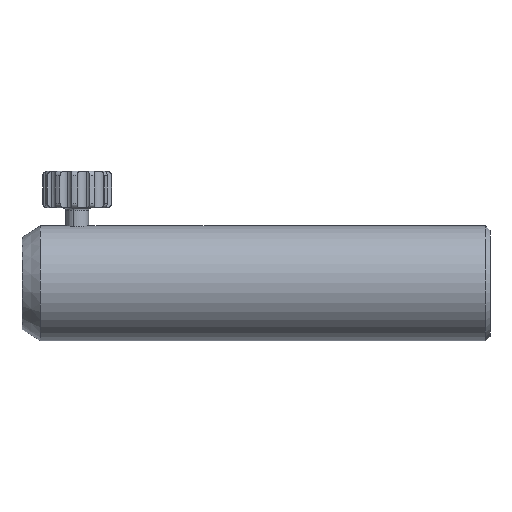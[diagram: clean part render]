
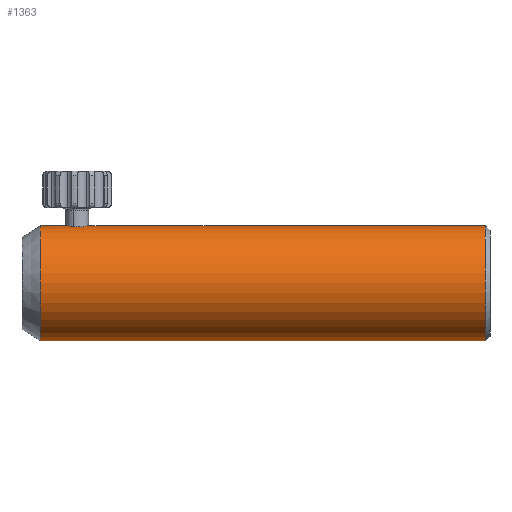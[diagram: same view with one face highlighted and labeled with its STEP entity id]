
A CAD part, left-side view. The second image highlights one B-rep face of the part: STEP entity #1363.
In plain terms, the highlighted cylindrical face has radius 12.5 mm (diameter 25 mm), a partial arc.
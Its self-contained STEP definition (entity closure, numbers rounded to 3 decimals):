
#5 = CARTESIAN_POINT ( 'NONE',  ( -2.169, 81.126, 12.311 ) ) ;
#39 = CARTESIAN_POINT ( 'NONE',  ( 0., 73.122, 12.5 ) ) ;
#58 = DIRECTION ( 'NONE',  ( 0., -1., 0. ) ) ;
#70 = CARTESIAN_POINT ( 'NONE',  ( 0., 87.872, 0. ) ) ;
#88 = VERTEX_POINT ( 'NONE', #2005 ) ;
#92 = DIRECTION ( 'NONE',  ( 0., -1., 0. ) ) ;
#94 = ORIENTED_EDGE ( 'NONE', *, *, #1043, .F. ) ;
#174 = CARTESIAN_POINT ( 'NONE',  ( -0.164, 77.372, 12.5 ) ) ;
#196 = DIRECTION ( 'NONE',  ( 0., -1., 0. ) ) ;
#272 = CARTESIAN_POINT ( 'NONE',  ( -0.63, 70.78, 12.485 ) ) ;
#416 = VECTOR ( 'NONE', #1178, 1000. ) ;
#437 = CARTESIAN_POINT ( 'NONE',  ( 0., 77.372, 12.5 ) ) ;
#486 = B_SPLINE_CURVE_WITH_KNOTS ( 'NONE', 3,
 ( #1069, #2755, #1919, #272, #2189, #2202, #1108, #1379, #3322, #2999, #1658, #2804, #1153, #761, #1041, #2842, #1820, #1506, #1072, #1265 ),
 .UNSPECIFIED., .F., .F.,
 ( 4, 2, 2, 2, 2, 2, 2, 2, 2, 4 ),
 ( 0.002, 0.002, 0.003, 0.003, 0.004, 0.004, 0.004, 0.005, 0.005, 0.006 ),
 .UNSPECIFIED. ) ;
#519 = CARTESIAN_POINT ( 'NONE',  ( -1.111, 82.118, 12.452 ) ) ;
#529 = CARTESIAN_POINT ( 'NONE',  ( -1.652, 77.989, 12.391 ) ) ;
#541 = CARTESIAN_POINT ( 'NONE',  ( -2.42, 79.222, 12.264 ) ) ;
#546 = VECTOR ( 'NONE', #1666, 1000. ) ;
#586 = LINE ( 'NONE', #2055, #416 ) ;
#688 = ORIENTED_EDGE ( 'NONE', *, *, #3535, .T. ) ;
#704 = EDGE_CURVE ( 'NONE', #2245, #758, #1922, .T. ) ;
#707 = CARTESIAN_POINT ( 'NONE',  ( -0.33, 77.388, 12.497 ) ) ;
#723 = CARTESIAN_POINT ( 'NONE',  ( 0., 87.872, -12.5 ) ) ;
#744 = EDGE_CURVE ( 'NONE', #1461, #3320, #486, .T. ) ;
#756 = CIRCLE ( 'NONE', #2322, 12.5 ) ;
#758 = VERTEX_POINT ( 'NONE', #3207 ) ;
#761 = CARTESIAN_POINT ( 'NONE',  ( -1.092, 72.501, 12.452 ) ) ;
#784 = VECTOR ( 'NONE', #58, 1000. ) ;
#791 = CARTESIAN_POINT ( 'NONE',  ( -2.169, 78.617, 12.311 ) ) ;
#792 = CARTESIAN_POINT ( 'NONE',  ( 0., -19.865, 12.5 ) ) ;
#808 = VERTEX_POINT ( 'NONE', #723 ) ;
#866 = FACE_OUTER_BOUND ( 'NONE', #1636, .T. ) ;
#1034 = CARTESIAN_POINT ( 'NONE',  ( 0., 70.622, 12.5 ) ) ;
#1041 = CARTESIAN_POINT ( 'NONE',  ( -0.999, 72.64, 12.461 ) ) ;
#1043 = EDGE_CURVE ( 'NONE', #2245, #3320, #1653, .T. ) ;
#1069 = CARTESIAN_POINT ( 'NONE',  ( 0., 70.622, 12.5 ) ) ;
#1072 = CARTESIAN_POINT ( 'NONE',  ( -0.165, 73.122, 12.5 ) ) ;
#1075 = ORIENTED_EDGE ( 'NONE', *, *, #3157, .F. ) ;
#1081 = CARTESIAN_POINT ( 'NONE',  ( -2.434, 80.529, 12.261 ) ) ;
#1094 = CARTESIAN_POINT ( 'NONE',  ( -1.653, 81.754, 12.391 ) ) ;
#1096 = EDGE_CURVE ( 'NONE', #808, #2325, #1530, .T. ) ;
#1108 = CARTESIAN_POINT ( 'NONE',  ( -1.092, 71.242, 12.452 ) ) ;
#1116 = EDGE_CURVE ( 'NONE', #2120, #2325, #3039, .T. ) ;
#1153 = CARTESIAN_POINT ( 'NONE',  ( -1.217, 72.2, 12.441 ) ) ;
#1172 = AXIS2_PLACEMENT_3D ( 'NONE', #2369, #196, #2105 ) ;
#1178 = DIRECTION ( 'NONE',  ( 0., -1., 0. ) ) ;
#1250 = ORIENTED_EDGE ( 'NONE', *, *, #1116, .F. ) ;
#1265 = CARTESIAN_POINT ( 'NONE',  ( 0., 73.122, 12.5 ) ) ;
#1355 = CARTESIAN_POINT ( 'NONE',  ( -1.988, 78.347, 12.341 ) ) ;
#1363 = ADVANCED_FACE ( 'NONE', ( #866 ), #1437, .T. ) ;
#1367 = CARTESIAN_POINT ( 'NONE',  ( -1.11, 77.626, 12.452 ) ) ;
#1379 = CARTESIAN_POINT ( 'NONE',  ( -1.186, 71.469, 12.444 ) ) ;
#1381 = ORIENTED_EDGE ( 'NONE', *, *, #1096, .T. ) ;
#1437 = CYLINDRICAL_SURFACE ( 'NONE', #1172, 12.5 ) ;
#1444 = CARTESIAN_POINT ( 'NONE',  ( 0., -8.728, 0. ) ) ;
#1455 = CARTESIAN_POINT ( 'NONE',  ( 0., 77.372, 12.5 ) ) ;
#1456 = DIRECTION ( 'NONE',  ( 0., 0., -1. ) ) ;
#1460 = DIRECTION ( 'NONE',  ( 0., 0., -1. ) ) ;
#1461 = VERTEX_POINT ( 'NONE', #1034 ) ;
#1506 = CARTESIAN_POINT ( 'NONE',  ( -0.327, 73.089, 12.497 ) ) ;
#1514 = CARTESIAN_POINT ( 'NONE',  ( 0., -8.728, 12.5 ) ) ;
#1530 = LINE ( 'NONE', #2506, #784 ) ;
#1553 = CARTESIAN_POINT ( 'NONE',  ( -0.651, 77.452, 12.484 ) ) ;
#1615 = CARTESIAN_POINT ( 'NONE',  ( -2.5, 80.199, 12.247 ) ) ;
#1628 = CARTESIAN_POINT ( 'NONE',  ( -1.883, 81.524, 12.358 ) ) ;
#1636 = EDGE_LOOP ( 'NONE', ( #1075, #688, #1381, #1250, #1907, #1701, #94, #2946 ) ) ;
#1653 = LINE ( 'NONE', #792, #1964 ) ;
#1658 = CARTESIAN_POINT ( 'NONE',  ( -1.25, 71.791, 12.437 ) ) ;
#1666 = DIRECTION ( 'NONE',  ( 0., -1., 0. ) ) ;
#1701 = ORIENTED_EDGE ( 'NONE', *, *, #744, .T. ) ;
#1820 = CARTESIAN_POINT ( 'NONE',  ( -0.63, 72.964, 12.485 ) ) ;
#1907 = ORIENTED_EDGE ( 'NONE', *, *, #2515, .F. ) ;
#1919 = CARTESIAN_POINT ( 'NONE',  ( -0.327, 70.654, 12.497 ) ) ;
#1922 = B_SPLINE_CURVE_WITH_KNOTS ( 'NONE', 3,
 ( #437, #174, #707, #1553, #2109, #1367, #2179, #2744, #529, #2733, #1355, #791, #2472, #2724, #541, #2461, #3563, #1615, #1081, #2213, #5, #3299, #1628, #1094, #3040, #3307, #519, #3031, #3584, #3602 ),
 .UNSPECIFIED., .F., .F.,
 ( 4, 2, 2, 2, 2, 2, 2, 2, 2, 2, 2, 2, 2, 2, 4 ),
 ( 0.004, 0.004, 0.005, 0.005, 0.006, 0.006, 0.007, 0.007, 0.008, 0.009, 0.009, 0.01, 0.01, 0.011, 0.012 ),
 .UNSPECIFIED. ) ;
#1956 = DIRECTION ( 'NONE',  ( 0., -1., 0. ) ) ;
#1964 = VECTOR ( 'NONE', #1956, 1000. ) ;
#2005 = CARTESIAN_POINT ( 'NONE',  ( 0., 87.872, 12.5 ) ) ;
#2055 = CARTESIAN_POINT ( 'NONE',  ( 0., -19.865, 12.5 ) ) ;
#2067 = LINE ( 'NONE', #2269, #546 ) ;
#2105 = DIRECTION ( 'NONE',  ( 0., 0., -1. ) ) ;
#2109 = CARTESIAN_POINT ( 'NONE',  ( -0.807, 77.5, 12.475 ) ) ;
#2120 = VERTEX_POINT ( 'NONE', #1514 ) ;
#2179 = CARTESIAN_POINT ( 'NONE',  ( -1.255, 77.704, 12.438 ) ) ;
#2189 = CARTESIAN_POINT ( 'NONE',  ( -0.767, 70.871, 12.477 ) ) ;
#2202 = CARTESIAN_POINT ( 'NONE',  ( -1.001, 71.105, 12.46 ) ) ;
#2213 = CARTESIAN_POINT ( 'NONE',  ( -2.247, 80.98, 12.297 ) ) ;
#2245 = VERTEX_POINT ( 'NONE', #1455 ) ;
#2269 = CARTESIAN_POINT ( 'NONE',  ( 0., -19.865, 12.5 ) ) ;
#2278 = DIRECTION ( 'NONE',  ( 0., -1., 0. ) ) ;
#2322 = AXIS2_PLACEMENT_3D ( 'NONE', #70, #92, #1456 ) ;
#2325 = VERTEX_POINT ( 'NONE', #2559 ) ;
#2369 = CARTESIAN_POINT ( 'NONE',  ( 0., -19.865, 0. ) ) ;
#2461 = CARTESIAN_POINT ( 'NONE',  ( -2.484, 79.543, 12.251 ) ) ;
#2472 = CARTESIAN_POINT ( 'NONE',  ( -2.247, 78.764, 12.297 ) ) ;
#2506 = CARTESIAN_POINT ( 'NONE',  ( 0., -19.865, -12.5 ) ) ;
#2515 = EDGE_CURVE ( 'NONE', #1461, #2120, #586, .T. ) ;
#2559 = CARTESIAN_POINT ( 'NONE',  ( 0., -8.728, -12.5 ) ) ;
#2724 = CARTESIAN_POINT ( 'NONE',  ( -2.372, 79.066, 12.273 ) ) ;
#2733 = CARTESIAN_POINT ( 'NONE',  ( -1.885, 78.221, 12.358 ) ) ;
#2744 = CARTESIAN_POINT ( 'NONE',  ( -1.526, 77.885, 12.407 ) ) ;
#2755 = CARTESIAN_POINT ( 'NONE',  ( -0.163, 70.622, 12.5 ) ) ;
#2804 = CARTESIAN_POINT ( 'NONE',  ( -1.25, 72.035, 12.437 ) ) ;
#2842 = CARTESIAN_POINT ( 'NONE',  ( -0.769, 72.871, 12.477 ) ) ;
#2946 = ORIENTED_EDGE ( 'NONE', *, *, #704, .T. ) ;
#2999 = CARTESIAN_POINT ( 'NONE',  ( -1.242, 71.708, 12.438 ) ) ;
#3031 = CARTESIAN_POINT ( 'NONE',  ( -0.655, 82.307, 12.487 ) ) ;
#3039 = CIRCLE ( 'NONE', #3132, 12.5 ) ;
#3040 = CARTESIAN_POINT ( 'NONE',  ( -1.525, 81.86, 12.407 ) ) ;
#3132 = AXIS2_PLACEMENT_3D ( 'NONE', #1444, #2278, #1460 ) ;
#3157 = EDGE_CURVE ( 'NONE', #88, #758, #2067, .T. ) ;
#3207 = CARTESIAN_POINT ( 'NONE',  ( 0., 82.372, 12.5 ) ) ;
#3299 = CARTESIAN_POINT ( 'NONE',  ( -1.987, 81.398, 12.341 ) ) ;
#3307 = CARTESIAN_POINT ( 'NONE',  ( -1.254, 82.041, 12.438 ) ) ;
#3320 = VERTEX_POINT ( 'NONE', #39 ) ;
#3322 = CARTESIAN_POINT ( 'NONE',  ( -1.21, 71.547, 12.441 ) ) ;
#3535 = EDGE_CURVE ( 'NONE', #88, #808, #756, .T. ) ;
#3563 = CARTESIAN_POINT ( 'NONE',  ( -2.5, 79.709, 12.247 ) ) ;
#3584 = CARTESIAN_POINT ( 'NONE',  ( -0.33, 82.372, 12.5 ) ) ;
#3602 = CARTESIAN_POINT ( 'NONE',  ( 0., 82.372, 12.5 ) ) ;
